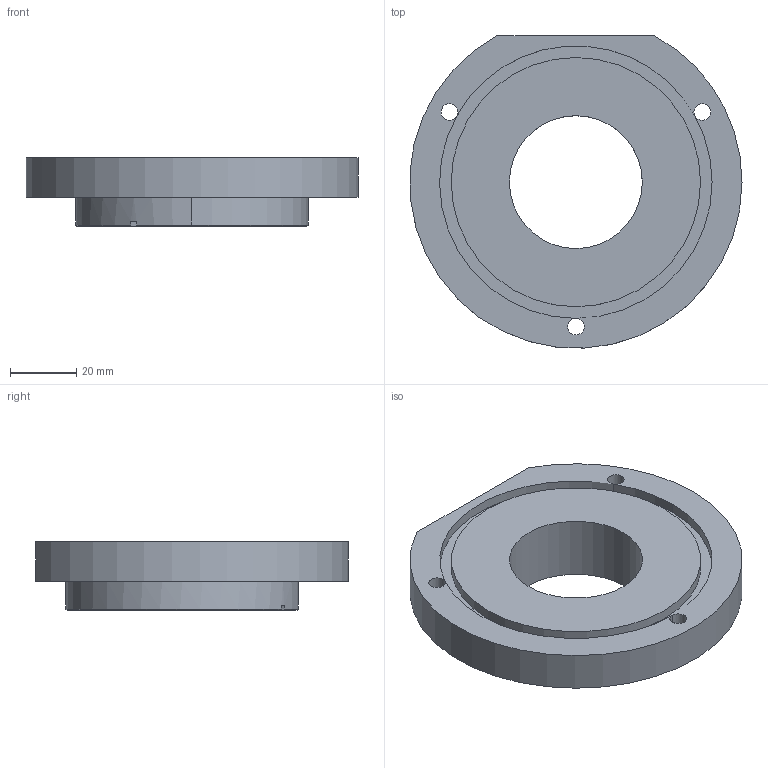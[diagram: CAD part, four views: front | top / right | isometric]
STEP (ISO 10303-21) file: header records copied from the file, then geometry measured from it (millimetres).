
FILE_DESCRIPTION(('FreeCAD Model'),'2;1');
FILE_NAME('Open CASCADE Shape Model','2023-12-18T15:54:33',(''),(''), 'Open CASCADE STEP processor 7.6','FreeCAD','Unknown');
FILE_SCHEMA(('AUTOMOTIVE_DESIGN { 1 0 10303 214 1 1 1 1 }'));
Length unit declared in the file: millimetre
Products named in the file (1): PhilipsXL30_Flange_100_TopLeft_ToCF35_CF40
Bounding box: 99.9 x 93.93 x 20.7 mm (x, y, z)
Volume: 92530.1 mm3; surface area: 24491.6 mm2
Topology: 1 solids, 1 shells, 71 faces, 154 edges, 94 vertices
Faces by surface type: cylinder 31, cone 19, plane 19, torus 2
Full cylindrical faces by diameter (mm): 5 x3, 10 x3, 40 x1, 75 x1
Entity records: 4294 total; most frequent: CARTESIAN_POINT 832, DIRECTION 655, ORIENTED_EDGE 308, PCURVE 308, DEFINITIONAL_REPRESENTATION 308, LINE 282, VECTOR 282, AXIS2_PLACEMENT_3D 163
